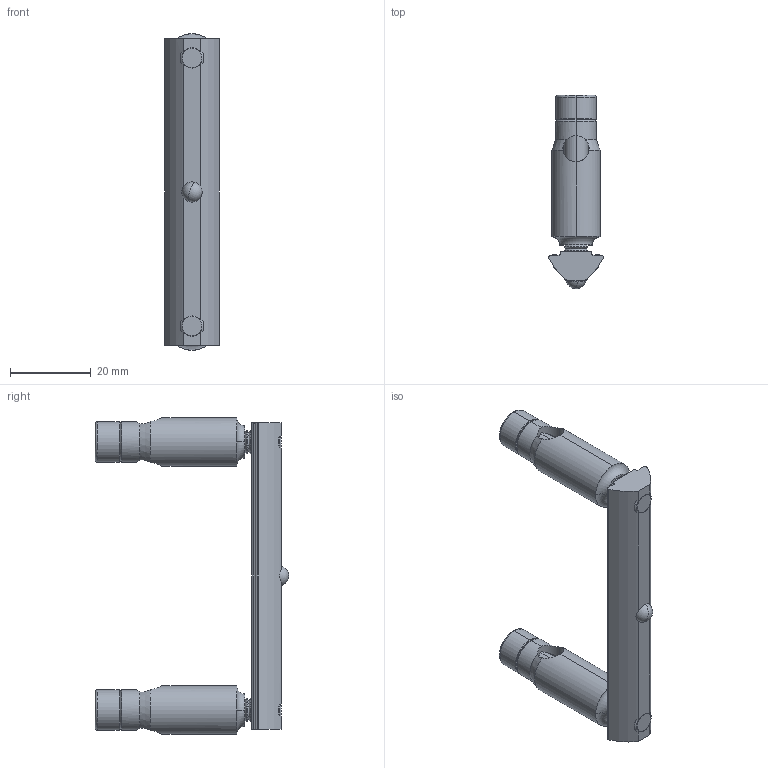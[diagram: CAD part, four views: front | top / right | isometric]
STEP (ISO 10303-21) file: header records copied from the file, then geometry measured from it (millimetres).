
FILE_DESCRIPTION (( 'STEP AP214' ), '1' );
FILE_NAME ('7128086', '2019-01-30T08:46:13', ( '' ), ('JUGARD+KÜNSTNER GmbH'), 'SwSTEP 2.0', 'SolidWorks 2017', '' );
FILE_SCHEMA (( 'AUTOMOTIVE_DESIGN' ));
Length unit declared in the file: millimetre
Products named in the file (1): 7128086
Bounding box: 13.5 x 47.9 x 78.4 mm (x, y, z)
Volume: 11997.1 mm3; surface area: 9205.6 mm2
Topology: 7 solids, 7 shells, 360 faces, 851 edges, 501 vertices
Faces by surface type: cone 137, plane 96, torus 80, cylinder 43, bspline 2, sphere 2
Entity records: 11600 total; most frequent: CARTESIAN_POINT 3035, DIRECTION 1922, ORIENTED_EDGE 1692, EDGE_CURVE 846, AXIS2_PLACEMENT_3D 783, VERTEX_POINT 498, CIRCLE 424, EDGE_LOOP 378
